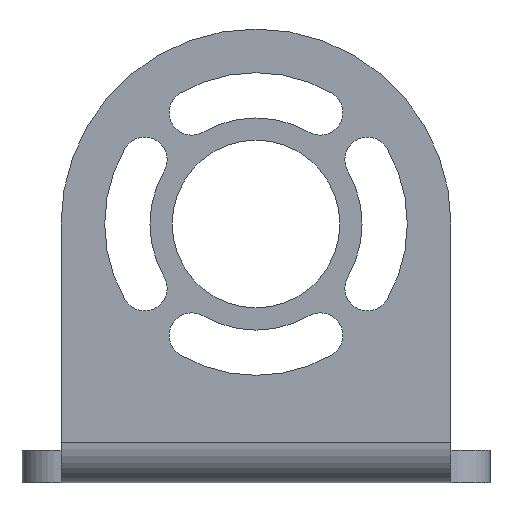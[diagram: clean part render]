
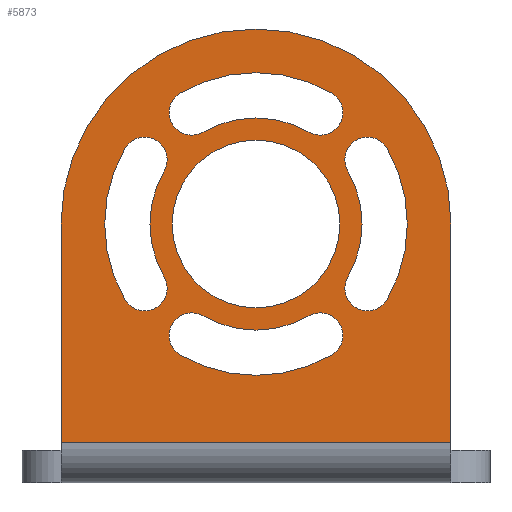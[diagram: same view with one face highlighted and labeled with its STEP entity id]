
A CAD part, front view. The second image highlights one B-rep face of the part: STEP entity #5873.
In plain terms, the highlighted planar face has unit normal (0, -1, 0).
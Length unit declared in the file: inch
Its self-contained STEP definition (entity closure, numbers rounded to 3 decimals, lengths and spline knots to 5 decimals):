
#153=DIRECTION('',(-1.,0.,0.));
#154=VECTOR('',#153,1.9685);
#155=CARTESIAN_POINT('',(0.98425,0.,0.20472));
#156=LINE('',#155,#154);
#1101=DIRECTION('',(0.,0.,-1.));
#1102=VECTOR('',#1101,1.10236);
#1103=CARTESIAN_POINT('',(0.98425,0.,1.30709));
#1104=LINE('',#1103,#1102);
#1105=CARTESIAN_POINT('',(0.,0.,1.30709));
#1106=DIRECTION('',(0.,1.,0.));
#1107=DIRECTION('',(-1.,0.,0.));
#1108=AXIS2_PLACEMENT_3D('',#1105,#1106,#1107);
#1110=CARTESIAN_POINT('',(0.,0.,1.30709));
#1111=DIRECTION('',(0.,1.,0.));
#1112=DIRECTION('',(0.,0.,1.));
#1113=AXIS2_PLACEMENT_3D('',#1110,#1111,#1112);
#1115=CARTESIAN_POINT('',(0.,0.,1.30709));
#1116=DIRECTION('',(0.,1.,0.));
#1117=DIRECTION('',(0.,0.,1.));
#1118=AXIS2_PLACEMENT_3D('',#1115,#1116,#1117);
#1120=CARTESIAN_POINT('',(0.,0.,1.30709));
#1121=DIRECTION('',(0.,1.,0.));
#1122=DIRECTION('',(0.,0.,-1.));
#1123=AXIS2_PLACEMENT_3D('',#1120,#1121,#1122);
#1125=CARTESIAN_POINT('',(-0.3248,0.,1.86966));
#1126=DIRECTION('',(0.,1.,0.));
#1127=DIRECTION('',(0.5,0.,-0.866));
#1128=AXIS2_PLACEMENT_3D('',#1125,#1126,#1127);
#1130=CARTESIAN_POINT('',(0.,0.,1.30709));
#1131=DIRECTION('',(0.,1.,0.));
#1132=DIRECTION('',(-0.5,0.,0.866));
#1133=AXIS2_PLACEMENT_3D('',#1130,#1131,#1132);
#1135=CARTESIAN_POINT('',(0.3248,0.,1.86966));
#1136=DIRECTION('',(0.,1.,0.));
#1137=DIRECTION('',(0.5,0.,0.866));
#1138=AXIS2_PLACEMENT_3D('',#1135,#1136,#1137);
#1140=CARTESIAN_POINT('',(0.,0.,1.30709));
#1141=DIRECTION('',(0.,1.,0.));
#1142=DIRECTION('',(-0.5,0.,0.866));
#1143=AXIS2_PLACEMENT_3D('',#1140,#1141,#1142);
#1145=CARTESIAN_POINT('',(0.56258,0.,0.98228));
#1146=DIRECTION('',(0.,1.,0.));
#1147=DIRECTION('',(0.866,0.,-0.5));
#1148=AXIS2_PLACEMENT_3D('',#1145,#1146,#1147);
#1150=CARTESIAN_POINT('',(0.,0.,1.30709));
#1151=DIRECTION('',(0.,1.,0.));
#1152=DIRECTION('',(0.866,0.,0.5));
#1153=AXIS2_PLACEMENT_3D('',#1150,#1151,#1152);
#1155=CARTESIAN_POINT('',(0.56258,0.,1.63189));
#1156=DIRECTION('',(0.,1.,0.));
#1157=DIRECTION('',(-0.866,0.,-0.5));
#1158=AXIS2_PLACEMENT_3D('',#1155,#1156,#1157);
#1160=CARTESIAN_POINT('',(0.,0.,1.30709));
#1161=DIRECTION('',(0.,1.,0.));
#1162=DIRECTION('',(0.866,0.,0.5));
#1163=AXIS2_PLACEMENT_3D('',#1160,#1161,#1162);
#1165=CARTESIAN_POINT('',(-0.3248,0.,0.74451));
#1166=DIRECTION('',(0.,1.,0.));
#1167=DIRECTION('',(-0.5,0.,-0.866));
#1168=AXIS2_PLACEMENT_3D('',#1165,#1166,#1167);
#1170=CARTESIAN_POINT('',(0.,0.,1.30709));
#1171=DIRECTION('',(0.,1.,0.));
#1172=DIRECTION('',(0.5,0.,-0.866));
#1173=AXIS2_PLACEMENT_3D('',#1170,#1171,#1172);
#1175=CARTESIAN_POINT('',(0.3248,0.,0.74451));
#1176=DIRECTION('',(0.,1.,0.));
#1177=DIRECTION('',(-0.5,0.,0.866));
#1178=AXIS2_PLACEMENT_3D('',#1175,#1176,#1177);
#1180=CARTESIAN_POINT('',(0.,0.,1.30709));
#1181=DIRECTION('',(0.,1.,0.));
#1182=DIRECTION('',(0.5,0.,-0.866));
#1183=AXIS2_PLACEMENT_3D('',#1180,#1181,#1182);
#1185=CARTESIAN_POINT('',(-0.56258,0.,1.63189));
#1186=DIRECTION('',(0.,1.,0.));
#1187=DIRECTION('',(-0.866,0.,0.5));
#1188=AXIS2_PLACEMENT_3D('',#1185,#1186,#1187);
#1190=CARTESIAN_POINT('',(0.,0.,1.30709));
#1191=DIRECTION('',(0.,1.,0.));
#1192=DIRECTION('',(-0.866,0.,-0.5));
#1193=AXIS2_PLACEMENT_3D('',#1190,#1191,#1192);
#1195=CARTESIAN_POINT('',(-0.56258,0.,0.98228));
#1196=DIRECTION('',(0.,1.,0.));
#1197=DIRECTION('',(0.866,0.,0.5));
#1198=AXIS2_PLACEMENT_3D('',#1195,#1196,#1197);
#1200=CARTESIAN_POINT('',(0.,0.,1.30709));
#1201=DIRECTION('',(0.,1.,0.));
#1202=DIRECTION('',(-0.866,0.,-0.5));
#1203=AXIS2_PLACEMENT_3D('',#1200,#1201,#1202);
#1209=DIRECTION('',(0.,0.,-1.));
#1210=VECTOR('',#1209,1.10236);
#1211=CARTESIAN_POINT('',(-0.98425,0.,1.30709));
#1212=LINE('',#1211,#1210);
#3845=CARTESIAN_POINT('',(0.98425,0.,0.20472));
#3847=VERTEX_POINT('',#3845);
#3849=CARTESIAN_POINT('',(-0.98425,0.,0.20472));
#3851=VERTEX_POINT('',#3849);
#3867=CARTESIAN_POINT('',(-0.98425,0.,1.30709));
#3868=CARTESIAN_POINT('',(0.,0.,2.29134));
#3869=VERTEX_POINT('',#3867);
#3870=VERTEX_POINT('',#3868);
#3871=CARTESIAN_POINT('',(0.98425,0.,1.30709));
#3872=VERTEX_POINT('',#3871);
#3877=CARTESIAN_POINT('',(0.,0.,1.73031));
#3878=CARTESIAN_POINT('',(0.,0.,0.88386));
#3879=VERTEX_POINT('',#3877);
#3880=VERTEX_POINT('',#3878);
#3889=CARTESIAN_POINT('',(-0.26772,0.,1.77079));
#3890=CARTESIAN_POINT('',(-0.38189,0.,1.96854));
#3891=VERTEX_POINT('',#3889);
#3892=VERTEX_POINT('',#3890);
#3893=CARTESIAN_POINT('',(0.26772,0.,1.77079));
#3894=VERTEX_POINT('',#3893);
#3895=CARTESIAN_POINT('',(0.38189,0.,1.96854));
#3896=VERTEX_POINT('',#3895);
#3901=CARTESIAN_POINT('',(0.66145,0.,0.9252));
#3902=CARTESIAN_POINT('',(0.4637,0.,1.03937));
#3903=VERTEX_POINT('',#3901);
#3904=VERTEX_POINT('',#3902);
#3909=CARTESIAN_POINT('',(-0.38189,0.,0.64563));
#3910=CARTESIAN_POINT('',(-0.26772,0.,0.84339));
#3911=VERTEX_POINT('',#3909);
#3912=VERTEX_POINT('',#3910);
#3917=CARTESIAN_POINT('',(-0.66145,0.,1.68898));
#3918=CARTESIAN_POINT('',(-0.4637,0.,1.5748));
#3919=VERTEX_POINT('',#3917);
#3920=VERTEX_POINT('',#3918);
#3925=CARTESIAN_POINT('',(0.4637,0.,1.5748));
#3926=CARTESIAN_POINT('',(0.66145,0.,1.68898));
#3927=VERTEX_POINT('',#3925);
#3928=VERTEX_POINT('',#3926);
#3933=CARTESIAN_POINT('',(0.26772,0.,0.84339));
#3934=CARTESIAN_POINT('',(0.38189,0.,0.64563));
#3935=VERTEX_POINT('',#3933);
#3936=VERTEX_POINT('',#3934);
#3941=CARTESIAN_POINT('',(-0.4637,0.,1.03937));
#3942=CARTESIAN_POINT('',(-0.66145,0.,0.9252));
#3943=VERTEX_POINT('',#3941);
#3944=VERTEX_POINT('',#3942);
#5814=CARTESIAN_POINT('',(0.98425,0.,2.29134));
#5815=DIRECTION('',(0.,-1.,0.));
#5816=DIRECTION('',(0.,0.,-1.));
#5817=AXIS2_PLACEMENT_3D('',#5814,#5815,#5816);
#5818=PLANE('',#5817);
#5819=ORIENTED_EDGE('',*,*,#5780,.T.);
#5820=ORIENTED_EDGE('',*,*,#5795,.T.);
#5821=ORIENTED_EDGE('',*,*,#5809,.T.);
#5822=ORIENTED_EDGE('',*,*,#5206,.T.);
#5824=ORIENTED_EDGE('',*,*,#5823,.F.);
#5825=EDGE_LOOP('',(#5819,#5820,#5821,#5822,#5824));
#5826=FACE_OUTER_BOUND('',#5825,.F.);
#5828=ORIENTED_EDGE('',*,*,#5827,.F.);
#5830=ORIENTED_EDGE('',*,*,#5829,.F.);
#5831=EDGE_LOOP('',(#5828,#5830));
#5832=FACE_BOUND('',#5831,.F.);
#5834=ORIENTED_EDGE('',*,*,#5833,.F.);
#5836=ORIENTED_EDGE('',*,*,#5835,.T.);
#5838=ORIENTED_EDGE('',*,*,#5837,.F.);
#5840=ORIENTED_EDGE('',*,*,#5839,.F.);
#5841=EDGE_LOOP('',(#5834,#5836,#5838,#5840));
#5842=FACE_BOUND('',#5841,.F.);
#5844=ORIENTED_EDGE('',*,*,#5843,.F.);
#5846=ORIENTED_EDGE('',*,*,#5845,.F.);
#5848=ORIENTED_EDGE('',*,*,#5847,.F.);
#5850=ORIENTED_EDGE('',*,*,#5849,.T.);
#5851=EDGE_LOOP('',(#5844,#5846,#5848,#5850));
#5852=FACE_BOUND('',#5851,.F.);
#5854=ORIENTED_EDGE('',*,*,#5853,.F.);
#5856=ORIENTED_EDGE('',*,*,#5855,.F.);
#5858=ORIENTED_EDGE('',*,*,#5857,.F.);
#5860=ORIENTED_EDGE('',*,*,#5859,.T.);
#5861=EDGE_LOOP('',(#5854,#5856,#5858,#5860));
#5862=FACE_BOUND('',#5861,.F.);
#5864=ORIENTED_EDGE('',*,*,#5863,.F.);
#5866=ORIENTED_EDGE('',*,*,#5865,.F.);
#5868=ORIENTED_EDGE('',*,*,#5867,.F.);
#5870=ORIENTED_EDGE('',*,*,#5869,.T.);
#5871=EDGE_LOOP('',(#5864,#5866,#5868,#5870));
#5872=FACE_BOUND('',#5871,.F.);
#5873=ADVANCED_FACE('',(#5826,#5832,#5842,#5852,#5862,#5872),#5818,.T.);
#1109=CIRCLE('',#1108,0.98425);
#1114=CIRCLE('',#1113,0.98425);
#1119=CIRCLE('',#1118,0.42323);
#1124=CIRCLE('',#1123,0.42323);
#1129=CIRCLE('',#1128,0.11417);
#1134=CIRCLE('',#1133,0.53543);
#1139=CIRCLE('',#1138,0.11417);
#1144=CIRCLE('',#1143,0.76378);
#1149=CIRCLE('',#1148,0.11417);
#1154=CIRCLE('',#1153,0.76378);
#1159=CIRCLE('',#1158,0.11417);
#1164=CIRCLE('',#1163,0.53543);
#1169=CIRCLE('',#1168,0.11417);
#1174=CIRCLE('',#1173,0.76378);
#1179=CIRCLE('',#1178,0.11417);
#1184=CIRCLE('',#1183,0.53543);
#1189=CIRCLE('',#1188,0.11417);
#1194=CIRCLE('',#1193,0.76378);
#1199=CIRCLE('',#1198,0.11417);
#1204=CIRCLE('',#1203,0.53543);
#5206=EDGE_CURVE('',#3847,#3851,#156,.T.);
#5780=EDGE_CURVE('',#3869,#3870,#1109,.T.);
#5795=EDGE_CURVE('',#3870,#3872,#1114,.T.);
#5809=EDGE_CURVE('',#3872,#3847,#1104,.T.);
#5823=EDGE_CURVE('',#3869,#3851,#1212,.T.);
#5827=EDGE_CURVE('',#3879,#3880,#1119,.T.);
#5829=EDGE_CURVE('',#3880,#3879,#1124,.T.);
#5833=EDGE_CURVE('',#3891,#3892,#1129,.T.);
#5835=EDGE_CURVE('',#3891,#3894,#1134,.T.);
#5837=EDGE_CURVE('',#3896,#3894,#1139,.T.);
#5839=EDGE_CURVE('',#3892,#3896,#1144,.T.);
#5843=EDGE_CURVE('',#3903,#3904,#1149,.T.);
#5845=EDGE_CURVE('',#3928,#3903,#1154,.T.);
#5847=EDGE_CURVE('',#3927,#3928,#1159,.T.);
#5849=EDGE_CURVE('',#3927,#3904,#1164,.T.);
#5853=EDGE_CURVE('',#3911,#3912,#1169,.T.);
#5855=EDGE_CURVE('',#3936,#3911,#1174,.T.);
#5857=EDGE_CURVE('',#3935,#3936,#1179,.T.);
#5859=EDGE_CURVE('',#3935,#3912,#1184,.T.);
#5863=EDGE_CURVE('',#3919,#3920,#1189,.T.);
#5865=EDGE_CURVE('',#3944,#3919,#1194,.T.);
#5867=EDGE_CURVE('',#3943,#3944,#1199,.T.);
#5869=EDGE_CURVE('',#3943,#3920,#1204,.T.);
